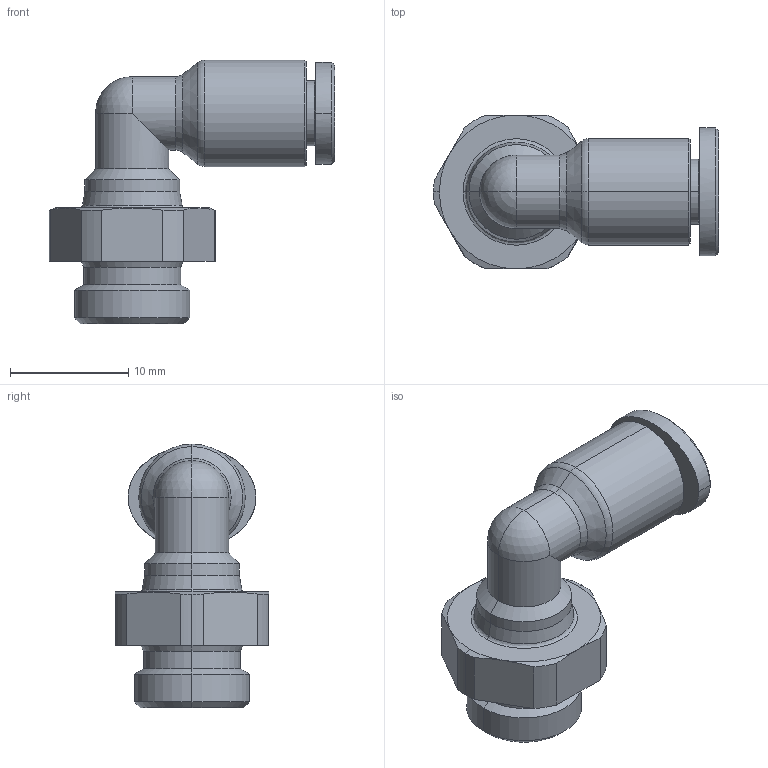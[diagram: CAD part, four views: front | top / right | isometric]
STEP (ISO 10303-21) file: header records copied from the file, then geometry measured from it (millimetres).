
FILE_DESCRIPTION((''),'2;1');
FILE_NAME('GPL 04G01(L)(3D).stp','2012-12-21T09:53:50',(''),(''),'Mechanical Desktop.R8.0.24.0','Mechanical Desktop.R8.0.24.0',', , ');
FILE_SCHEMA(('CONFIG_CONTROL_DESIGN'));
Length unit declared in the file: millimetre
Products named in the file (2): GPL 04G01(L)(3D); 睡ヶ1
Assembly tree (1 placements, depth 2):
  GPL 04G01(L)(3D)
    睡ヶ1
Bounding box: 24.1 x 13 x 22.3 mm (x, y, z)
Volume: 1795.5 mm3; surface area: 1693 mm2
Topology: 1 solids, 1 shells, 443 faces, 1221 edges, 797 vertices
Faces by surface type: plane 340, cylinder 34, bspline 33, cone 32, torus 2, sphere 2
Entity records: 14707 total; most frequent: CARTESIAN_POINT 3363, ORIENTED_EDGE 2434, DIRECTION 2188, EDGE_CURVE 1217, VECTOR 1036, LINE 1036, VERTEX_POINT 797, AXIS2_PLACEMENT_3D 576
